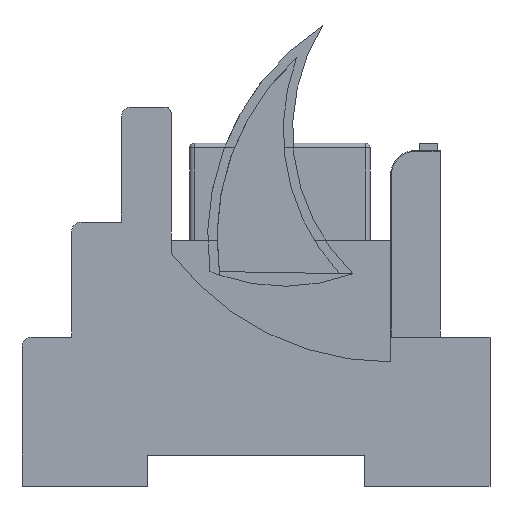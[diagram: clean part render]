
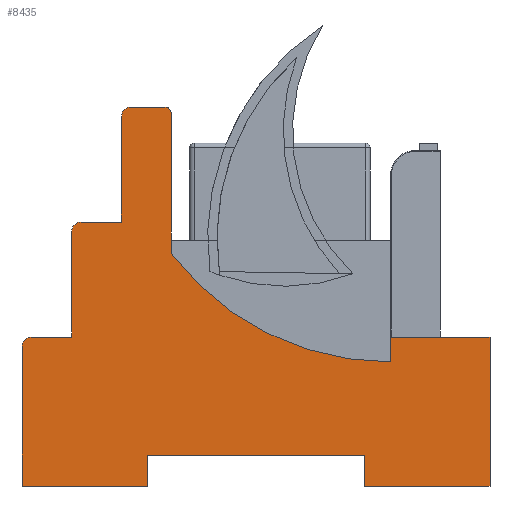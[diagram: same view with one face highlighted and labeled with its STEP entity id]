
A CAD part, left-side view. The second image highlights one B-rep face of the part: STEP entity #8435.
In plain terms, the highlighted planar face has unit normal (-1, 0, 0).
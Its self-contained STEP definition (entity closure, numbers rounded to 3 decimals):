
#548=CARTESIAN_POINT('',(0.0,52.444,60.793));
#549=VERTEX_POINT('',#548);
#556=CARTESIAN_POINT('',(0.0,52.444,38.293));
#557=VERTEX_POINT('',#556);
#558=CARTESIAN_POINT('',(0.0,52.444,60.793));
#559=DIRECTION('',(0.0,0.0,-1.0));
#560=VECTOR('',#559,22.5);
#561=LINE('',#558,#560);
#562=EDGE_CURVE('',#549,#557,#561,.T.);
#3216=CARTESIAN_POINT('',(0.0,53.444,61.793));
#3217=VERTEX_POINT('',#3216);
#3224=CARTESIAN_POINT('',(0.0,53.444,60.793));
#3225=DIRECTION('',(1.0,0.0,0.0));
#3226=DIRECTION('',(0.0,-0.707,0.707));
#3227=AXIS2_PLACEMENT_3D('',#3224,#3225,#3226);
#3228=CIRCLE('',#3227,1.0);
#3229=EDGE_CURVE('',#3217,#549,#3228,.T.);
#3242=CARTESIAN_POINT('',(0.0,58.944,61.793));
#3243=VERTEX_POINT('',#3242);
#3250=CARTESIAN_POINT('',(0.0,58.944,61.793));
#3251=DIRECTION('',(0.0,-1.0,0.0));
#3252=VECTOR('',#3251,5.5);
#3253=LINE('',#3250,#3252);
#3254=EDGE_CURVE('',#3243,#3217,#3253,.T.);
#3287=CARTESIAN_POINT('',(0.0,76.444,23.293));
#3288=VERTEX_POINT('',#3287);
#3295=CARTESIAN_POINT('',(0.0,74.944,24.793));
#3296=VERTEX_POINT('',#3295);
#3297=CARTESIAN_POINT('',(0.0,74.944,23.293));
#3298=DIRECTION('',(1.0,0.0,0.0));
#3299=DIRECTION('',(0.0,0.707,0.707));
#3300=AXIS2_PLACEMENT_3D('',#3297,#3298,#3299);
#3301=CIRCLE('',#3300,1.5);
#3302=EDGE_CURVE('',#3288,#3296,#3301,.T.);
#3320=CARTESIAN_POINT('',(0.0,76.444,0.793));
#3321=VERTEX_POINT('',#3320);
#3328=CARTESIAN_POINT('',(0.0,76.444,0.793));
#3329=DIRECTION('',(0.0,0.0,1.0));
#3330=VECTOR('',#3329,22.5);
#3331=LINE('',#3328,#3330);
#3332=EDGE_CURVE('',#3321,#3288,#3331,.T.);
#3343=CARTESIAN_POINT('',(0.0,68.444,41.793));
#3344=VERTEX_POINT('',#3343);
#3351=CARTESIAN_POINT('',(0.0,66.944,43.293));
#3352=VERTEX_POINT('',#3351);
#3353=CARTESIAN_POINT('',(0.0,66.944,41.793));
#3354=DIRECTION('',(1.0,0.0,0.0));
#3355=DIRECTION('',(0.0,0.707,0.707));
#3356=AXIS2_PLACEMENT_3D('',#3353,#3354,#3355);
#3357=CIRCLE('',#3356,1.5);
#3358=EDGE_CURVE('',#3344,#3352,#3357,.T.);
#3376=CARTESIAN_POINT('',(0.0,68.444,24.793));
#3377=VERTEX_POINT('',#3376);
#3384=CARTESIAN_POINT('',(0.0,68.444,24.793));
#3385=DIRECTION('',(0.0,0.0,1.0));
#3386=VECTOR('',#3385,17.);
#3387=LINE('',#3384,#3386);
#3388=EDGE_CURVE('',#3377,#3344,#3387,.T.);
#3399=CARTESIAN_POINT('',(0.0,60.444,60.293));
#3400=VERTEX_POINT('',#3399);
#3407=CARTESIAN_POINT('',(0.0,58.944,60.293));
#3408=DIRECTION('',(1.0,0.0,0.0));
#3409=DIRECTION('',(0.0,0.707,0.707));
#3410=AXIS2_PLACEMENT_3D('',#3407,#3408,#3409);
#3411=CIRCLE('',#3410,1.5);
#3412=EDGE_CURVE('',#3400,#3243,#3411,.T.);
#3425=CARTESIAN_POINT('',(0.0,60.444,43.293));
#3426=VERTEX_POINT('',#3425);
#3433=CARTESIAN_POINT('',(0.0,60.444,43.293));
#3434=DIRECTION('',(0.0,0.0,1.0));
#3435=VECTOR('',#3434,17.0);
#3436=LINE('',#3433,#3435);
#3437=EDGE_CURVE('',#3426,#3400,#3436,.T.);
#3447=CARTESIAN_POINT('',(0.0,1.144,24.793));
#3448=VERTEX_POINT('',#3447);
#3455=CARTESIAN_POINT('',(0.0,1.144,0.793));
#3456=VERTEX_POINT('',#3455);
#3457=CARTESIAN_POINT('',(0.0,1.144,24.793));
#3458=DIRECTION('',(0.0,0.0,-1.0));
#3459=VECTOR('',#3458,24.);
#3460=LINE('',#3457,#3459);
#3461=EDGE_CURVE('',#3448,#3456,#3460,.T.);
#8088=CARTESIAN_POINT('',(0.0,17.144,20.793));
#8089=VERTEX_POINT('',#8088);
#8090=CARTESIAN_POINT('',(0.0,17.385,64.659));
#8091=DIRECTION('',(1.0,0.0,0.0));
#8092=DIRECTION('',(0.0,0.799,-0.601));
#8093=AXIS2_PLACEMENT_3D('',#8090,#8091,#8092);
#8094=CIRCLE('',#8093,43.867);
#8095=EDGE_CURVE('',#8089,#557,#8094,.T.);
#8121=CARTESIAN_POINT('',(0.0,17.144,24.793));
#8122=VERTEX_POINT('',#8121);
#8138=CARTESIAN_POINT('',(0.0,17.144,24.793));
#8139=DIRECTION('',(0.0,0.0,-1.0));
#8140=VECTOR('',#8139,4.);
#8141=LINE('',#8138,#8140);
#8142=EDGE_CURVE('',#8122,#8089,#8141,.T.);
#8223=CARTESIAN_POINT('',(0.0,17.144,24.793));
#8224=DIRECTION('',(0.0,-1.0,0.0));
#8225=VECTOR('',#8224,16.);
#8226=LINE('',#8223,#8225);
#8227=EDGE_CURVE('',#8122,#3448,#8226,.T.);
#8255=CARTESIAN_POINT('',(0.0,66.944,43.293));
#8256=DIRECTION('',(0.0,-1.0,0.0));
#8257=VECTOR('',#8256,6.5);
#8258=LINE('',#8255,#8257);
#8259=EDGE_CURVE('',#3352,#3426,#8258,.T.);
#8278=CARTESIAN_POINT('',(0.0,74.944,24.793));
#8279=DIRECTION('',(0.0,-1.0,0.0));
#8280=VECTOR('',#8279,6.5);
#8281=LINE('',#8278,#8280);
#8282=EDGE_CURVE('',#3296,#3377,#8281,.T.);
#8300=CARTESIAN_POINT('',(0.0,56.294,0.793));
#8301=VERTEX_POINT('',#8300);
#8302=CARTESIAN_POINT('',(0.0,56.294,0.793));
#8303=DIRECTION('',(0.0,1.0,0.0));
#8304=VECTOR('',#8303,20.15);
#8305=LINE('',#8302,#8304);
#8306=EDGE_CURVE('',#8301,#3321,#8305,.T.);
#8324=CARTESIAN_POINT('',(0.0,56.294,5.793));
#8325=VERTEX_POINT('',#8324);
#8326=CARTESIAN_POINT('',(0.0,56.294,5.793));
#8327=DIRECTION('',(0.0,0.0,-1.0));
#8328=VECTOR('',#8327,5.);
#8329=LINE('',#8326,#8328);
#8330=EDGE_CURVE('',#8325,#8301,#8329,.T.);
#8348=CARTESIAN_POINT('',(0.0,21.294,5.793));
#8349=VERTEX_POINT('',#8348);
#8350=CARTESIAN_POINT('',(0.0,21.294,5.793));
#8351=DIRECTION('',(0.0,1.0,0.0));
#8352=VECTOR('',#8351,35.);
#8353=LINE('',#8350,#8352);
#8354=EDGE_CURVE('',#8349,#8325,#8353,.T.);
#8372=CARTESIAN_POINT('',(0.0,21.294,0.793));
#8373=VERTEX_POINT('',#8372);
#8374=CARTESIAN_POINT('',(0.0,21.294,0.793));
#8375=DIRECTION('',(0.0,0.0,1.0));
#8376=VECTOR('',#8375,5.);
#8377=LINE('',#8374,#8376);
#8378=EDGE_CURVE('',#8373,#8349,#8377,.T.);
#8396=CARTESIAN_POINT('',(0.0,1.144,0.793));
#8397=DIRECTION('',(0.0,1.0,0.0));
#8398=VECTOR('',#8397,20.15);
#8399=LINE('',#8396,#8398);
#8400=EDGE_CURVE('',#3456,#8373,#8399,.T.);
#8408=CARTESIAN_POINT('',(0.0,37.405,26.461));
#8409=DIRECTION('',(1.0,0.0,0.0));
#8410=DIRECTION('',(0.0,0.0,-1.0));
#8411=AXIS2_PLACEMENT_3D('',#8408,#8409,#8410);
#8412=PLANE('',#8411);
#8413=ORIENTED_EDGE('',*,*,#8227,.F.);
#8414=ORIENTED_EDGE('',*,*,#8142,.T.);
#8415=ORIENTED_EDGE('',*,*,#8095,.T.);
#8416=ORIENTED_EDGE('',*,*,#562,.F.);
#8417=ORIENTED_EDGE('',*,*,#3229,.F.);
#8418=ORIENTED_EDGE('',*,*,#3254,.F.);
#8419=ORIENTED_EDGE('',*,*,#3412,.F.);
#8420=ORIENTED_EDGE('',*,*,#3437,.F.);
#8421=ORIENTED_EDGE('',*,*,#8259,.F.);
#8422=ORIENTED_EDGE('',*,*,#3358,.F.);
#8423=ORIENTED_EDGE('',*,*,#3388,.F.);
#8424=ORIENTED_EDGE('',*,*,#8282,.F.);
#8425=ORIENTED_EDGE('',*,*,#3302,.F.);
#8426=ORIENTED_EDGE('',*,*,#3332,.F.);
#8427=ORIENTED_EDGE('',*,*,#8306,.F.);
#8428=ORIENTED_EDGE('',*,*,#8330,.F.);
#8429=ORIENTED_EDGE('',*,*,#8354,.F.);
#8430=ORIENTED_EDGE('',*,*,#8378,.F.);
#8431=ORIENTED_EDGE('',*,*,#8400,.F.);
#8432=ORIENTED_EDGE('',*,*,#3461,.F.);
#8433=EDGE_LOOP('',(#8413,#8414,#8415,#8416,#8417,#8418,#8419,#8420,#8421,#8422,#8423,#8424,#8425,#8426,#8427,#8428,#8429,#8430,#8431,#8432));
#8434=FACE_OUTER_BOUND('',#8433,.T.);
#8435=ADVANCED_FACE('',(#8434),#8412,.F.);
